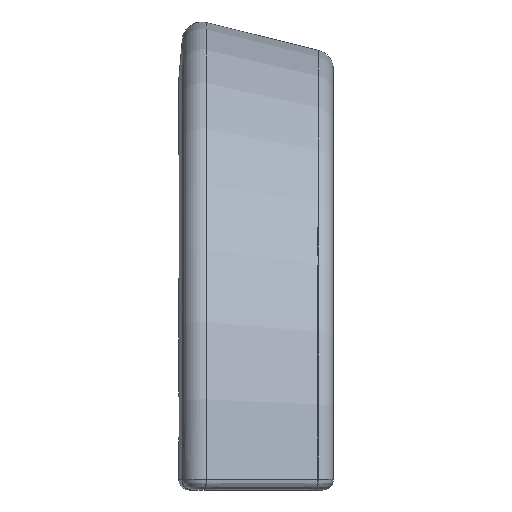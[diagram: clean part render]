
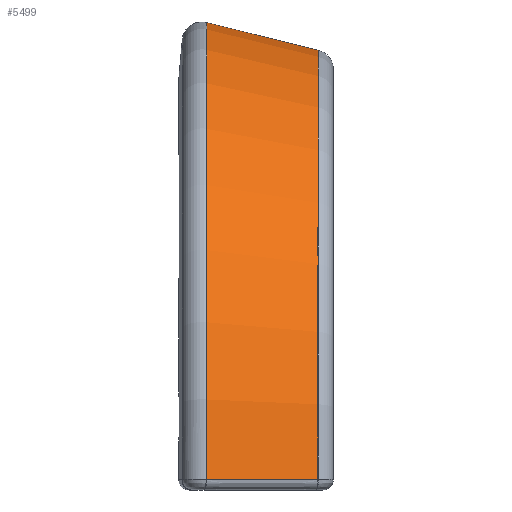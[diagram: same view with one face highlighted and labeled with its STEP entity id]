
A CAD part, left-side view. The second image highlights one B-rep face of the part: STEP entity #5499.
In plain terms, the highlighted conical face has half-angle 14 degrees and reference radius 1312.1 mm.
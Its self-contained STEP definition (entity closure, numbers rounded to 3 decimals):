
#113 = ORIENTED_EDGE ( 'NONE', *, *, #3390, .T. ) ;
#462 = ORIENTED_EDGE ( 'NONE', *, *, #2339, .T. ) ;
#554 = VERTEX_POINT ( 'NONE', #1378 ) ;
#705 = VERTEX_POINT ( 'NONE', #6076 ) ;
#1064 = DIRECTION ( 'NONE',  ( 0., 0., -1. ) ) ;
#1085 = DIRECTION ( 'NONE',  ( 0., -1., 0. ) ) ;
#1160 = AXIS2_PLACEMENT_3D ( 'NONE', #4127, #1085, #1064 ) ;
#1170 = CARTESIAN_POINT ( 'NONE',  ( -153.296, 145.389, 29.67 ) ) ;
#1186 = CARTESIAN_POINT ( 'NONE',  ( -127.434, 41.694, 29.685 ) ) ;
#1378 = CARTESIAN_POINT ( 'NONE',  ( -127.434, 41.694, 29.685 ) ) ;
#1538 = ORIENTED_EDGE ( 'NONE', *, *, #2512, .T. ) ;
#1630 = B_SPLINE_CURVE_WITH_KNOTS ( 'NONE', 3,
 ( #2203, #3698, #5254, #6280, #5728, #1170, #3162, #2667, #2648, #1186 ),
 .UNSPECIFIED., .F., .F.,
 ( 4, 3, 3, 4 ),
 ( 0., 0.058, 0.29, 0.32 ),
 .UNSPECIFIED. ) ;
#2203 = CARTESIAN_POINT ( 'NONE',  ( -204.759, 351.736, 29.643 ) ) ;
#2265 = CARTESIAN_POINT ( 'NONE',  ( -204.759, 351.736, 29.643 ) ) ;
#2339 = EDGE_CURVE ( 'NONE', #705, #2941, #4023, .T. ) ;
#2512 = EDGE_CURVE ( 'NONE', #2941, #554, #1630, .T. ) ;
#2562 = AXIS2_PLACEMENT_3D ( 'NONE', #3331, #5401, #3707 ) ;
#2608 = DIRECTION ( 'NONE',  ( 0., 0., 1. ) ) ;
#2631 = CARTESIAN_POINT ( 'NONE',  ( 1092.48, 410., 0. ) ) ;
#2648 = CARTESIAN_POINT ( 'NONE',  ( -129.817, 51.248, 29.683 ) ) ;
#2667 = CARTESIAN_POINT ( 'NONE',  ( -132.2, 60.801, 29.682 ) ) ;
#2941 = VERTEX_POINT ( 'NONE', #2265 ) ;
#3162 = CARTESIAN_POINT ( 'NONE',  ( -134.582, 70.355, 29.68 ) ) ;
#3331 = CARTESIAN_POINT ( 'NONE',  ( 1092.48, 41.694, 0. ) ) ;
#3390 = EDGE_CURVE ( 'NONE', #4398, #705, #6493, .T. ) ;
#3698 = CARTESIAN_POINT ( 'NONE',  ( -200.081, 332.977, 29.645 ) ) ;
#3707 = DIRECTION ( 'NONE',  ( 0., 0., -1. ) ) ;
#3735 = AXIS2_PLACEMENT_3D ( 'NONE', #2631, #4680, #2608 ) ;
#3779 = EDGE_CURVE ( 'NONE', #554, #4398, #6160, .T. ) ;
#4023 = CIRCLE ( 'NONE', #1160, 1297.578 ) ;
#4127 = CARTESIAN_POINT ( 'NONE',  ( 1092.48, 351.736, 0. ) ) ;
#4398 = VERTEX_POINT ( 'NONE', #4667 ) ;
#4631 = ORIENTED_EDGE ( 'NONE', *, *, #3779, .T. ) ;
#4667 = CARTESIAN_POINT ( 'NONE',  ( 1092.48, 41.694, 1220.276 ) ) ;
#4680 = DIRECTION ( 'NONE',  ( 0., 1., 0. ) ) ;
#5254 = CARTESIAN_POINT ( 'NONE',  ( -195.402, 314.218, 29.648 ) ) ;
#5401 = DIRECTION ( 'NONE',  ( 0., 1., 0. ) ) ;
#5427 = CONICAL_SURFACE ( 'NONE', #3735, 1312.104, 0.244 ) ;
#5440 = EDGE_LOOP ( 'NONE', ( #4631, #113, #462, #1538 ) ) ;
#5499 = ADVANCED_FACE ( 'NONE', ( #5902 ), #5427, .T. ) ;
#5728 = CARTESIAN_POINT ( 'NONE',  ( -172.01, 220.424, 29.66 ) ) ;
#5841 = VECTOR ( 'NONE', #6409, 1000. ) ;
#5902 = FACE_OUTER_BOUND ( 'NONE', #5440, .T. ) ;
#6076 = CARTESIAN_POINT ( 'NONE',  ( 1092.48, 351.736, 1297.578 ) ) ;
#6160 = CIRCLE ( 'NONE', #2562, 1220.276 ) ;
#6280 = CARTESIAN_POINT ( 'NONE',  ( -190.724, 295.459, 29.65 ) ) ;
#6336 = CARTESIAN_POINT ( 'NONE',  ( 1092.48, 410., 1312.104 ) ) ;
#6409 = DIRECTION ( 'NONE',  ( 0., 0.97, 0.242 ) ) ;
#6493 = LINE ( 'NONE', #6336, #5841 ) ;
